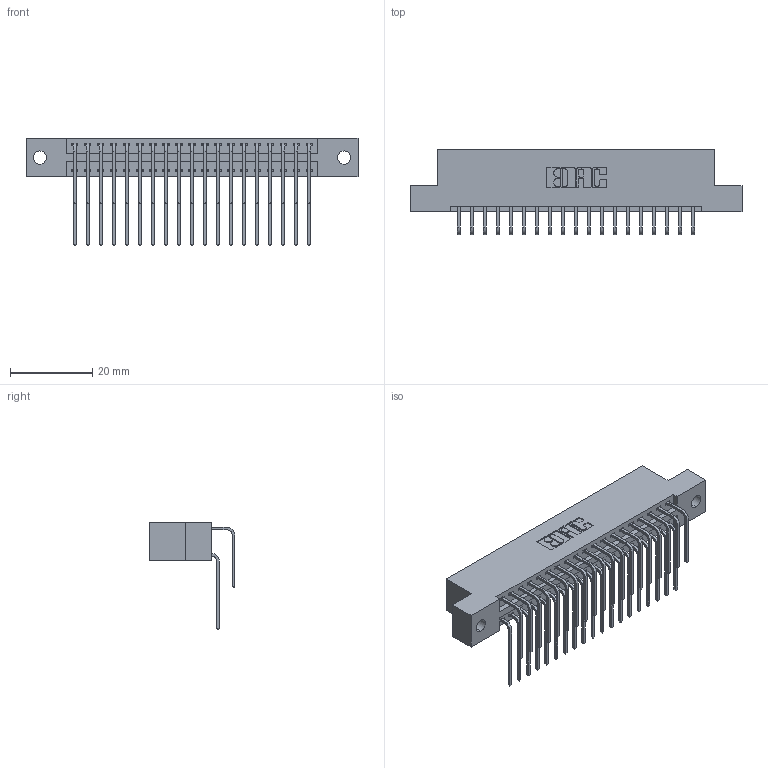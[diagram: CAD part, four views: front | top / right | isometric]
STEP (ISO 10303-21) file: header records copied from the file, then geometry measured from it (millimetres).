
FILE_DESCRIPTION (( 'STEP AP203' ), '1' );
FILE_NAME ('396-038-559-202.STEP', '2019-11-03T07:19:03', ( '' ), ( '' ), 'SwSTEP 2.0', 'SolidWorks 2016', '' );
FILE_SCHEMA (( 'CONFIG_CONTROL_DESIGN' ));
Length unit declared in the file: inch
Products named in the file (4): 345-292-001_559 Tail - 2; 345-292-001_558 559 Tail - 1; 396-038-559-202; 346 Part_Flush Mounting Lugs - 0.128 Dia
Assembly tree (39 placements, depth 2):
  396-038-559-202
    346 Part_Flush Mounting Lugs - 0.128 Dia
    345-292-001_558 559 Tail - 1  x19
    345-292-001_559 Tail - 2  x19
Bounding box: 80.9 x 20.89 x 26.16 mm (x, y, z)
Volume: 7892.5 mm3; surface area: 11269.7 mm2
Topology: 39 solids, 39 shells, 2174 faces, 6447 edges, 4246 vertices
Faces by surface type: plane 1482, cylinder 692
Entity records: 17283 total; most frequent: CARTESIAN_POINT 2931, ORIENTED_EDGE 2814, DIRECTION 2607, EDGE_CURVE 1407, LINE 1159, VECTOR 1159, VERTEX_POINT 934, AXIS2_PLACEMENT_3D 724
